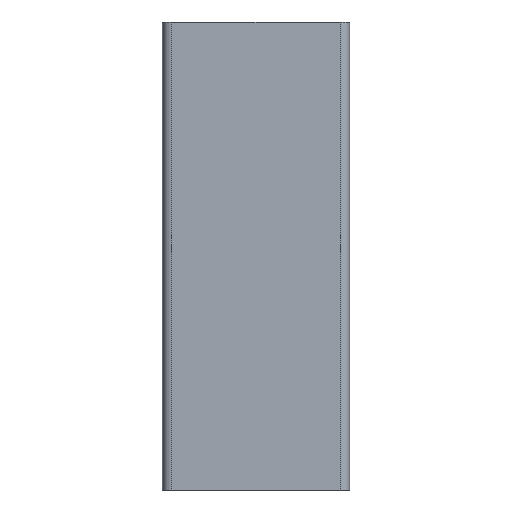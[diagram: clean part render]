
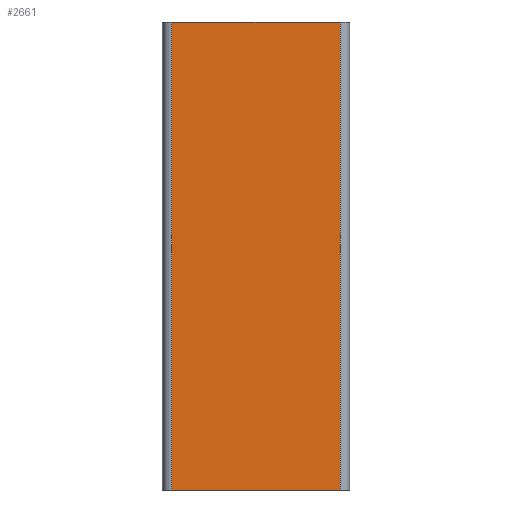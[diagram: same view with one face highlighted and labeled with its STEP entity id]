
A CAD part, left-side view. The second image highlights one B-rep face of the part: STEP entity #2661.
In plain terms, the highlighted planar face has unit normal (-1, 0, 0).
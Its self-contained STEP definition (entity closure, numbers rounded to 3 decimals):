
#268=LINE('',#4467,#534);
#272=LINE('',#4480,#538);
#273=LINE('',#4483,#539);
#274=LINE('',#4484,#540);
#534=VECTOR('',#3671,36.);
#538=VECTOR('',#3685,100.);
#539=VECTOR('',#3688,36.);
#540=VECTOR('',#3689,100.);
#612=PLANE('',#2919);
#755=FACE_OUTER_BOUND('',#895,.T.);
#895=EDGE_LOOP('',(#2314,#2315,#2316,#2317));
#1287=VERTEX_POINT('',#4464);
#1288=VERTEX_POINT('',#4466);
#1292=VERTEX_POINT('',#4478);
#1293=VERTEX_POINT('',#4482);
#1669=EDGE_CURVE('',#1287,#1288,#268,.T.);
#1677=EDGE_CURVE('',#1287,#1292,#272,.T.);
#1678=EDGE_CURVE('',#1292,#1293,#273,.T.);
#1679=EDGE_CURVE('',#1288,#1293,#274,.T.);
#2314=ORIENTED_EDGE('',*,*,#1678,.T.);
#2315=ORIENTED_EDGE('',*,*,#1679,.F.);
#2316=ORIENTED_EDGE('',*,*,#1669,.F.);
#2317=ORIENTED_EDGE('',*,*,#1677,.T.);
#2661=ADVANCED_FACE('',(#755),#612,.T.);
#2919=AXIS2_PLACEMENT_3D('',#4481,#3686,#3687);
#3671=DIRECTION('',(0.,1.,0.));
#3685=DIRECTION('',(0.,0.,1.));
#3686=DIRECTION('center_axis',(-1.,0.,0.));
#3687=DIRECTION('ref_axis',(0.,-1.,0.));
#3688=DIRECTION('',(0.,1.,0.));
#3689=DIRECTION('',(0.,0.,1.));
#4464=CARTESIAN_POINT('',(-20.,-18.,0.));
#4466=CARTESIAN_POINT('',(-20.,18.,0.));
#4467=CARTESIAN_POINT('',(-20.,9.,0.));
#4478=CARTESIAN_POINT('',(-20.,-18.,100.));
#4480=CARTESIAN_POINT('',(-20.,-18.,0.));
#4481=CARTESIAN_POINT('Origin',(-20.,18.,0.));
#4482=CARTESIAN_POINT('',(-20.,18.,100.));
#4483=CARTESIAN_POINT('',(-20.,9.,100.));
#4484=CARTESIAN_POINT('',(-20.,18.,0.));
